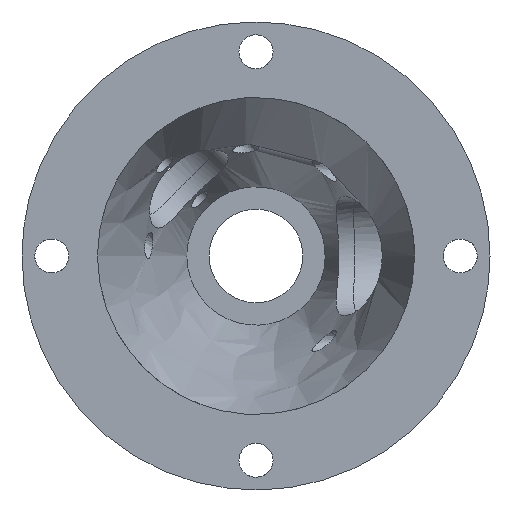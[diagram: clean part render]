
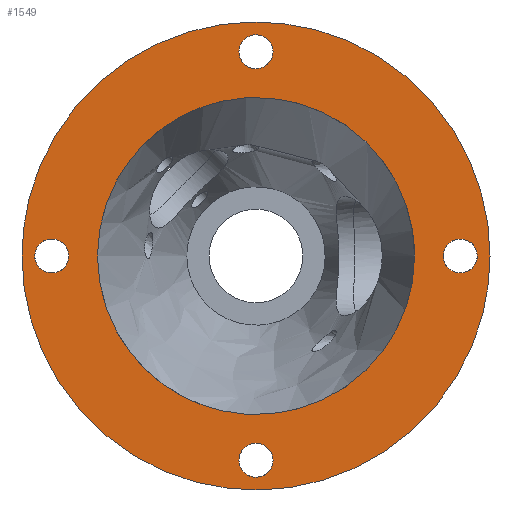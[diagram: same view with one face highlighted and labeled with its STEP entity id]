
A CAD part, front view. The second image highlights one B-rep face of the part: STEP entity #1549.
In plain terms, the highlighted free-form (B-spline) face has degree [1, 1] with [2, 2] control points.
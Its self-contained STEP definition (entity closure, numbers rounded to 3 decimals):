
#22 = VERTEX_POINT('',#23);
#23 = CARTESIAN_POINT('',(-29.849,0.,
    0.));
#41 = EDGE_CURVE('',#22,#22,#42,.T.);
#42 = ( BOUNDED_CURVE() B_SPLINE_CURVE(2,(#43,#44,#45,#46,#47,#48,#49),
.UNSPECIFIED.,.T.,.F.) B_SPLINE_CURVE_WITH_KNOTS((3,2,2,3),(
    3.142,5.236,7.33,9.425),
.PIECEWISE_BEZIER_KNOTS.) CURVE() GEOMETRIC_REPRESENTATION_ITEM() 
RATIONAL_B_SPLINE_CURVE((1.,0.5,1.,0.5,1.,0.5,1.)) REPRESENTATION_ITEM(
  '') );
#43 = CARTESIAN_POINT('',(-29.849,0.,
    0.));
#44 = CARTESIAN_POINT('',(-29.849,0.,
    -4.7));
#45 = CARTESIAN_POINT('',(-33.919,0.,
    -2.35));
#46 = CARTESIAN_POINT('',(-37.989,0.,
    0.));
#47 = CARTESIAN_POINT('',(-33.919,0.,
    2.35));
#48 = CARTESIAN_POINT('',(-29.849,0.,
    4.7));
#49 = CARTESIAN_POINT('',(-29.849,0.,
    0.));
#74 = VERTEX_POINT('',#75);
#75 = CARTESIAN_POINT('',(35.276,0.,
    0.));
#93 = EDGE_CURVE('',#74,#74,#94,.T.);
#94 = ( BOUNDED_CURVE() B_SPLINE_CURVE(2,(#95,#96,#97,#98,#99,#100,#101)
,.UNSPECIFIED.,.T.,.F.) B_SPLINE_CURVE_WITH_KNOTS((3,2,2,3),(
    3.142,5.236,7.33,9.425),
.PIECEWISE_BEZIER_KNOTS.) CURVE() GEOMETRIC_REPRESENTATION_ITEM() 
RATIONAL_B_SPLINE_CURVE((1.,0.5,1.,0.5,1.,0.5,1.)) REPRESENTATION_ITEM(
  '') );
#95 = CARTESIAN_POINT('',(35.276,0.,
    0.));
#96 = CARTESIAN_POINT('',(35.276,0.,
    -4.7));
#97 = CARTESIAN_POINT('',(31.206,0.,
    -2.35));
#98 = CARTESIAN_POINT('',(27.135,0.,
    0.));
#99 = CARTESIAN_POINT('',(31.206,0.,
    2.35));
#100 = CARTESIAN_POINT('',(35.276,0.,
    4.7));
#101 = CARTESIAN_POINT('',(35.276,0.,
    0.));
#126 = VERTEX_POINT('',#127);
#127 = CARTESIAN_POINT('',(2.714,0.,
    32.562));
#145 = EDGE_CURVE('',#126,#126,#146,.T.);
#146 = ( BOUNDED_CURVE() B_SPLINE_CURVE(2,(#147,#148,#149,#150,#151,#152
,#153),.UNSPECIFIED.,.T.,.F.) B_SPLINE_CURVE_WITH_KNOTS((3,2,2,3),(
    3.142,5.236,7.33,9.425),
.PIECEWISE_BEZIER_KNOTS.) CURVE() GEOMETRIC_REPRESENTATION_ITEM() 
RATIONAL_B_SPLINE_CURVE((1.,0.5,1.,0.5,1.,0.5,1.)) REPRESENTATION_ITEM(
  '') );
#147 = CARTESIAN_POINT('',(2.714,0.,
    32.562));
#148 = CARTESIAN_POINT('',(2.714,0.,
    27.862));
#149 = CARTESIAN_POINT('',(-1.357,0.,
    30.212));
#150 = CARTESIAN_POINT('',(-5.427,0.,
    32.562));
#151 = CARTESIAN_POINT('',(-1.357,0.,
    34.912));
#152 = CARTESIAN_POINT('',(2.714,0.,
    37.262));
#153 = CARTESIAN_POINT('',(2.714,0.,
    32.562));
#178 = VERTEX_POINT('',#179);
#179 = CARTESIAN_POINT('',(2.714,0.,
    -32.562));
#197 = EDGE_CURVE('',#178,#178,#198,.T.);
#198 = ( BOUNDED_CURVE() B_SPLINE_CURVE(2,(#199,#200,#201,#202,#203,#204
,#205),.UNSPECIFIED.,.T.,.F.) B_SPLINE_CURVE_WITH_KNOTS((3,2,2,3),(
    3.142,5.236,7.33,9.425),
.PIECEWISE_BEZIER_KNOTS.) CURVE() GEOMETRIC_REPRESENTATION_ITEM() 
RATIONAL_B_SPLINE_CURVE((1.,0.5,1.,0.5,1.,0.5,1.)) REPRESENTATION_ITEM(
  '') );
#199 = CARTESIAN_POINT('',(2.714,0.,
    -32.562));
#200 = CARTESIAN_POINT('',(2.714,0.,
    -37.262));
#201 = CARTESIAN_POINT('',(-1.357,0.,
    -34.912));
#202 = CARTESIAN_POINT('',(-5.427,0.,
    -32.562));
#203 = CARTESIAN_POINT('',(-1.357,0.,
    -30.212));
#204 = CARTESIAN_POINT('',(2.714,0.,
    -27.862));
#205 = CARTESIAN_POINT('',(2.714,0.,
    -32.562));
#242 = VERTEX_POINT('',#243);
#243 = CARTESIAN_POINT('',(25.279,0.,
    0.));
#248 = EDGE_CURVE('',#242,#242,#249,.T.);
#249 = ( BOUNDED_CURVE() B_SPLINE_CURVE(2,(#250,#251,#252,#253,#254,#255
,#256),.UNSPECIFIED.,.T.,.F.) B_SPLINE_CURVE_WITH_KNOTS((3,2,2,3),(
    3.142,5.236,7.33,9.425),
.PIECEWISE_BEZIER_KNOTS.) CURVE() GEOMETRIC_REPRESENTATION_ITEM() 
RATIONAL_B_SPLINE_CURVE((1.,0.5,1.,0.5,1.,0.5,1.)) REPRESENTATION_ITEM(
  '') );
#250 = CARTESIAN_POINT('',(25.279,0.,
    0.));
#251 = CARTESIAN_POINT('',(25.279,0.,
    -43.785));
#252 = CARTESIAN_POINT('',(-12.64,0.,
    -21.892));
#253 = CARTESIAN_POINT('',(-50.558,0.,
    0.));
#254 = CARTESIAN_POINT('',(-12.64,0.,
    21.892));
#255 = CARTESIAN_POINT('',(25.279,0.,
    43.785));
#256 = CARTESIAN_POINT('',(25.279,0.,
    0.));
#1503 = EDGE_CURVE('',#1504,#1506,#1508,.T.);
#1504 = VERTEX_POINT('',#1505);
#1505 = CARTESIAN_POINT('',(37.311,0.,0.));
#1506 = VERTEX_POINT('',#1507);
#1507 = CARTESIAN_POINT('',(-37.311,0.,
    0.));
#1508 = ( BOUNDED_CURVE() B_SPLINE_CURVE(2,(#1509,#1510,#1511,#1512,
#1513),.UNSPECIFIED.,.F.,.F.) B_SPLINE_CURVE_WITH_KNOTS((3,2,3),(0.,
1.571,3.142),.PIECEWISE_BEZIER_KNOTS.) CURVE() 
GEOMETRIC_REPRESENTATION_ITEM() RATIONAL_B_SPLINE_CURVE((1.,
0.707,1.,0.707,1.)) REPRESENTATION_ITEM('') );
#1509 = CARTESIAN_POINT('',(37.311,0.,0.));
#1510 = CARTESIAN_POINT('',(37.311,0.,
    37.311));
#1511 = CARTESIAN_POINT('',(0.,0.,
    37.311));
#1512 = CARTESIAN_POINT('',(-37.311,0.,
    37.311));
#1513 = CARTESIAN_POINT('',(-37.311,0.,
    0.));
#1515 = EDGE_CURVE('',#1506,#1504,#1516,.T.);
#1516 = ( BOUNDED_CURVE() B_SPLINE_CURVE(2,(#1517,#1518,#1519,#1520,
#1521),.UNSPECIFIED.,.F.,.F.) B_SPLINE_CURVE_WITH_KNOTS((3,2,3),(
    3.142,4.712,6.283),
.PIECEWISE_BEZIER_KNOTS.) CURVE() GEOMETRIC_REPRESENTATION_ITEM() 
RATIONAL_B_SPLINE_CURVE((1.,0.707,1.,0.707,1.)) 
REPRESENTATION_ITEM('') );
#1517 = CARTESIAN_POINT('',(-37.311,0.,
    0.));
#1518 = CARTESIAN_POINT('',(-37.311,0.,
    -37.311));
#1519 = CARTESIAN_POINT('',(0.,0.,
    -37.311));
#1520 = CARTESIAN_POINT('',(37.311,0.,
    -37.311));
#1521 = CARTESIAN_POINT('',(37.311,0.,
    0.));
#1549 = ADVANCED_FACE('',(#1550,#1554,#1557,#1560,#1563,#1566),#1569,.T.
  );
#1550 = FACE_BOUND('',#1551,.T.);
#1551 = EDGE_LOOP('',(#1552,#1553));
#1552 = ORIENTED_EDGE('',*,*,#1503,.T.);
#1553 = ORIENTED_EDGE('',*,*,#1515,.T.);
#1554 = FACE_BOUND('',#1555,.T.);
#1555 = EDGE_LOOP('',(#1556));
#1556 = ORIENTED_EDGE('',*,*,#41,.T.);
#1557 = FACE_BOUND('',#1558,.T.);
#1558 = EDGE_LOOP('',(#1559));
#1559 = ORIENTED_EDGE('',*,*,#93,.T.);
#1560 = FACE_BOUND('',#1561,.T.);
#1561 = EDGE_LOOP('',(#1562));
#1562 = ORIENTED_EDGE('',*,*,#145,.T.);
#1563 = FACE_BOUND('',#1564,.T.);
#1564 = EDGE_LOOP('',(#1565));
#1565 = ORIENTED_EDGE('',*,*,#197,.T.);
#1566 = FACE_BOUND('',#1567,.T.);
#1567 = EDGE_LOOP('',(#1568));
#1568 = ORIENTED_EDGE('',*,*,#248,.T.);
#1569 = B_SPLINE_SURFACE_WITH_KNOTS('',1,1,(
    (#1570,#1571)
    ,(#1572,#1573
    )),.UNSPECIFIED.,.F.,.F.,.F.,(2,2),(2,2),(-27.5,27.5),(-27.5,27.5),
  .PIECEWISE_BEZIER_KNOTS.);
#1570 = CARTESIAN_POINT('',(-37.311,0.,
    37.311));
#1571 = CARTESIAN_POINT('',(37.311,0.,
    37.311));
#1572 = CARTESIAN_POINT('',(-37.311,0.,
    -37.311));
#1573 = CARTESIAN_POINT('',(37.311,0.,
    -37.311));
